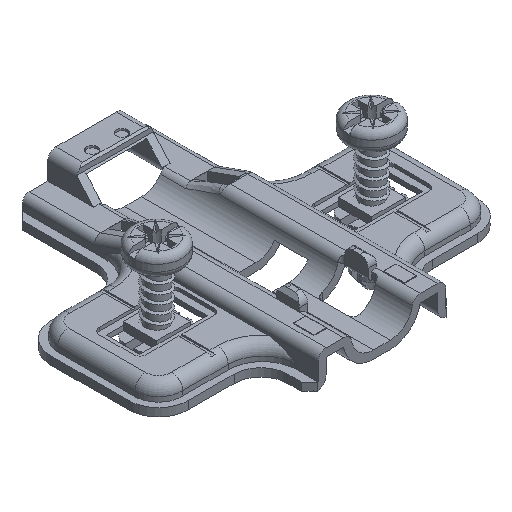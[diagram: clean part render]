
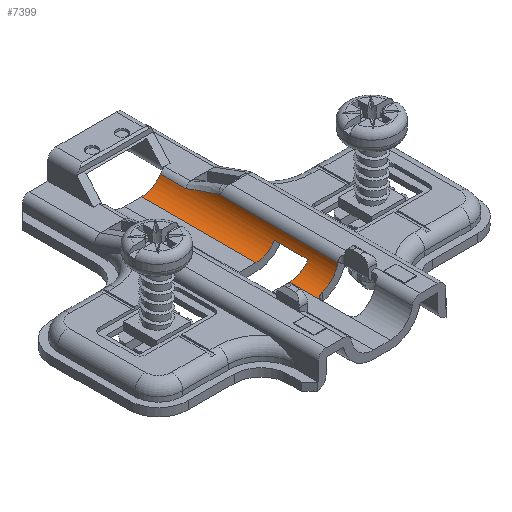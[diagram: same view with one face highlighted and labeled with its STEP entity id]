
A CAD part, isometric view. The second image highlights one B-rep face of the part: STEP entity #7399.
In plain terms, the highlighted cylindrical face has radius 3.3 mm (diameter 6.6 mm), a partial arc.
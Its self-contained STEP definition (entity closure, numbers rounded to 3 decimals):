
#87=ELLIPSE('',#7946,10.631,2.526);
#172=B_SPLINE_CURVE_WITH_KNOTS('',3,(#11582,#11583,#11584,#11585,#11586,
#11587,#11588,#11589,#11590,#11591),.UNSPECIFIED.,.F.,.F.,(4,2,2,2,4),(0.01,
0.038,0.075,0.114,0.152),
 .UNSPECIFIED.);
#287=CYLINDRICAL_SURFACE('',#7944,3.3);
#472=CIRCLE('',#7945,3.3);
#473=CIRCLE('',#7947,3.3);
#474=CIRCLE('',#7948,3.3);
#475=CIRCLE('',#7949,3.3);
#765=FACE_OUTER_BOUND('',#1177,.T.);
#1177=EDGE_LOOP('',(#5188,#5189,#5190,#5191,#5192,#5193,#5194,#5195,#5196,
#5197,#5198));
#1703=LINE('',#11565,#2396);
#1704=LINE('',#11569,#2397);
#1705=LINE('',#11573,#2398);
#1706=LINE('',#11577,#2399);
#1707=LINE('',#11581,#2400);
#2396=VECTOR('',#9008,1000.);
#2397=VECTOR('',#9011,1000.);
#2398=VECTOR('',#9014,1000.);
#2399=VECTOR('',#9017,1000.);
#2400=VECTOR('',#9020,1000.);
#3123=VERTEX_POINT('',#11561);
#3124=VERTEX_POINT('',#11562);
#3125=VERTEX_POINT('',#11564);
#3126=VERTEX_POINT('',#11566);
#3127=VERTEX_POINT('',#11568);
#3128=VERTEX_POINT('',#11570);
#3129=VERTEX_POINT('',#11572);
#3130=VERTEX_POINT('',#11574);
#3131=VERTEX_POINT('',#11576);
#3132=VERTEX_POINT('',#11578);
#3133=VERTEX_POINT('',#11580);
#3922=EDGE_CURVE('',#3123,#3124,#472,.T.);
#3923=EDGE_CURVE('',#3125,#3123,#1703,.T.);
#3924=EDGE_CURVE('',#3125,#3126,#87,.T.);
#3925=EDGE_CURVE('',#3126,#3127,#1704,.T.);
#3926=EDGE_CURVE('',#3128,#3127,#473,.T.);
#3927=EDGE_CURVE('',#3128,#3129,#1705,.T.);
#3928=EDGE_CURVE('',#3130,#3129,#474,.T.);
#3929=EDGE_CURVE('',#3131,#3130,#1706,.T.);
#3930=EDGE_CURVE('',#3131,#3132,#475,.T.);
#3931=EDGE_CURVE('',#3132,#3133,#1707,.T.);
#3932=EDGE_CURVE('',#3133,#3124,#172,.T.);
#5188=ORIENTED_EDGE('',*,*,#3922,.F.);
#5189=ORIENTED_EDGE('',*,*,#3923,.F.);
#5190=ORIENTED_EDGE('',*,*,#3924,.T.);
#5191=ORIENTED_EDGE('',*,*,#3925,.T.);
#5192=ORIENTED_EDGE('',*,*,#3926,.F.);
#5193=ORIENTED_EDGE('',*,*,#3927,.T.);
#5194=ORIENTED_EDGE('',*,*,#3928,.F.);
#5195=ORIENTED_EDGE('',*,*,#3929,.F.);
#5196=ORIENTED_EDGE('',*,*,#3930,.T.);
#5197=ORIENTED_EDGE('',*,*,#3931,.T.);
#5198=ORIENTED_EDGE('',*,*,#3932,.T.);
#7399=ADVANCED_FACE('',(#765),#287,.F.);
#7944=AXIS2_PLACEMENT_3D('',#11560,#9004,#9005);
#7945=AXIS2_PLACEMENT_3D('',#11563,#9006,#9007);
#7946=AXIS2_PLACEMENT_3D('',#11567,#9009,#9010);
#7947=AXIS2_PLACEMENT_3D('',#11571,#9012,#9013);
#7948=AXIS2_PLACEMENT_3D('',#11575,#9015,#9016);
#7949=AXIS2_PLACEMENT_3D('',#11579,#9018,#9019);
#9004=DIRECTION('center_axis',(0.,-1.,0.));
#9005=DIRECTION('ref_axis',(0.,0.,-1.));
#9006=DIRECTION('center_axis',(0.,1.,0.));
#9007=DIRECTION('ref_axis',(0.,0.,-1.));
#9008=DIRECTION('',(0.,-1.,0.));
#9009=DIRECTION('center_axis',(0.,0.266,0.964));
#9010=DIRECTION('ref_axis',(0.024,-0.964,0.266));
#9011=DIRECTION('',(0.,1.,0.));
#9012=DIRECTION('center_axis',(0.,-1.,0.));
#9013=DIRECTION('ref_axis',(0.,0.,1.));
#9014=DIRECTION('',(0.,-1.,0.));
#9015=DIRECTION('center_axis',(0.,1.,0.));
#9016=DIRECTION('ref_axis',(0.,0.,-1.));
#9017=DIRECTION('',(0.,1.,0.));
#9018=DIRECTION('center_axis',(0.,1.,0.));
#9019=DIRECTION('ref_axis',(0.,0.,-1.));
#9020=DIRECTION('',(0.,-1.,0.));
#11560=CARTESIAN_POINT('Origin',(1.255,-19.992,4.5));
#11561=CARTESIAN_POINT('',(4.515,-41.892,3.987));
#11562=CARTESIAN_POINT('',(2.25,-41.892,1.354));
#11563=CARTESIAN_POINT('Origin',(1.255,-41.892,4.5));
#11564=CARTESIAN_POINT('',(4.515,-24.297,3.987));
#11565=CARTESIAN_POINT('',(4.515,-19.992,3.987));
#11566=CARTESIAN_POINT('',(4.043,-19.763,2.735));
#11567=CARTESIAN_POINT('Origin',(2.016,-25.115,4.212));
#11568=CARTESIAN_POINT('',(4.043,-15.992,2.735));
#11569=CARTESIAN_POINT('',(4.043,-19.992,2.735));
#11570=CARTESIAN_POINT('',(1.255,-15.992,1.2));
#11571=CARTESIAN_POINT('Origin',(1.255,-15.992,4.5));
#11572=CARTESIAN_POINT('',(1.255,-32.992,1.2));
#11573=CARTESIAN_POINT('',(1.255,-19.992,1.2));
#11574=CARTESIAN_POINT('',(4.021,-32.992,2.701));
#11575=CARTESIAN_POINT('Origin',(1.255,-32.992,4.5));
#11576=CARTESIAN_POINT('',(4.021,-37.992,2.701));
#11577=CARTESIAN_POINT('',(4.021,-19.992,2.701));
#11578=CARTESIAN_POINT('',(1.255,-37.992,1.2));
#11579=CARTESIAN_POINT('Origin',(1.255,-37.992,4.5));
#11580=CARTESIAN_POINT('',(1.255,-42.794,1.2));
#11581=CARTESIAN_POINT('',(1.255,-19.992,1.2));
#11582=CARTESIAN_POINT('Ctrl Pts',(1.255,-42.794,1.2));
#11583=CARTESIAN_POINT('Ctrl Pts',(1.264,-42.699,1.2));
#11584=CARTESIAN_POINT('Ctrl Pts',(1.288,-42.601,1.2));
#11585=CARTESIAN_POINT('Ctrl Pts',(1.377,-42.386,1.202));
#11586=CARTESIAN_POINT('Ctrl Pts',(1.454,-42.273,1.205));
#11587=CARTESIAN_POINT('Ctrl Pts',(1.633,-42.094,1.221));
#11588=CARTESIAN_POINT('Ctrl Pts',(1.748,-42.017,1.235));
#11589=CARTESIAN_POINT('Ctrl Pts',(1.995,-41.916,1.282));
#11590=CARTESIAN_POINT('Ctrl Pts',(2.128,-41.892,1.315));
#11591=CARTESIAN_POINT('Ctrl Pts',(2.25,-41.892,1.354));
